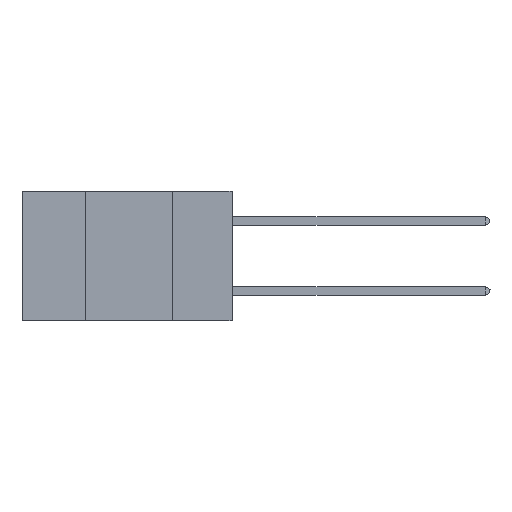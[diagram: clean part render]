
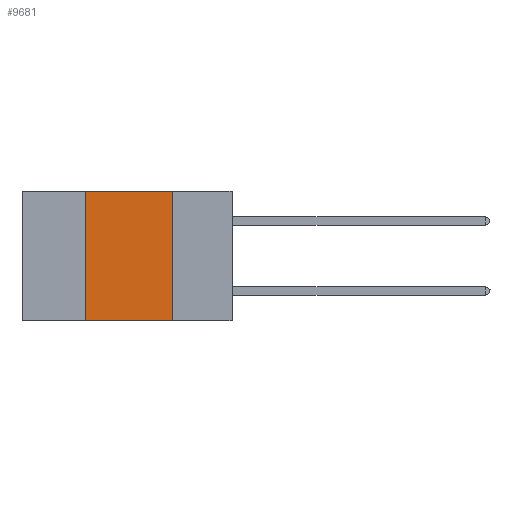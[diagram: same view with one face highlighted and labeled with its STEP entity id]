
A CAD part, left-side view. The second image highlights one B-rep face of the part: STEP entity #9681.
In plain terms, the highlighted planar face has unit normal (-1, 0, 0).
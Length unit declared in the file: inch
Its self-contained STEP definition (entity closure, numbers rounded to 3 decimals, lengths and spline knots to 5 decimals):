
#430 = DIRECTION ( 'NONE',  ( 0., -1., 0. ) ) ;
#831 = VECTOR ( 'NONE', #4051, 39.37008 ) ;
#1868 = DIRECTION ( 'NONE',  ( 0., 0., 1. ) ) ;
#2349 = LINE ( 'NONE', #5764, #831 ) ;
#3089 = PLANE ( 'NONE',  #19612 ) ;
#4051 = DIRECTION ( 'NONE',  ( 0., -1., 0. ) ) ;
#4195 = CARTESIAN_POINT ( 'NONE',  ( 0., 0.6, -0.37 ) ) ;
#4672 = FACE_OUTER_BOUND ( 'NONE', #14719, .T. ) ;
#4840 = VECTOR ( 'NONE', #430, 39.37008 ) ;
#5146 = CARTESIAN_POINT ( 'NONE',  ( 0., 0.42, 0. ) ) ;
#5764 = CARTESIAN_POINT ( 'NONE',  ( 0., 0.6, 0. ) ) ;
#6143 = EDGE_CURVE ( 'NONE', #22141, #7149, #7377, .T. ) ;
#6249 = DIRECTION ( 'NONE',  ( 0., 0., -1. ) ) ;
#7149 = VERTEX_POINT ( 'NONE', #21655 ) ;
#7377 = LINE ( 'NONE', #4195, #4840 ) ;
#7664 = EDGE_CURVE ( 'NONE', #12519, #7149, #16716, .T. ) ;
#8015 = EDGE_CURVE ( 'NONE', #22351, #12519, #2349, .T. ) ;
#8277 = CARTESIAN_POINT ( 'NONE',  ( 0., 0.17, 0. ) ) ;
#9240 = ORIENTED_EDGE ( 'NONE', *, *, #8015, .F. ) ;
#9681 = ADVANCED_FACE ( 'NONE', ( #4672 ), #3089, .F. ) ;
#9963 = VECTOR ( 'NONE', #1868, 39.37008 ) ;
#10814 = ORIENTED_EDGE ( 'NONE', *, *, #6143, .T. ) ;
#11591 = DIRECTION ( 'NONE',  ( 1., 0., 0. ) ) ;
#11694 = ORIENTED_EDGE ( 'NONE', *, *, #7664, .F. ) ;
#12519 = VERTEX_POINT ( 'NONE', #14539 ) ;
#13413 = CARTESIAN_POINT ( 'NONE',  ( 0., 0.6, 0. ) ) ;
#14539 = CARTESIAN_POINT ( 'NONE',  ( 0., 0.17, 0. ) ) ;
#14593 = CARTESIAN_POINT ( 'NONE',  ( 0., 0.42, -0.37 ) ) ;
#14719 = EDGE_LOOP ( 'NONE', ( #11694, #9240, #21155, #10814 ) ) ;
#15070 = VECTOR ( 'NONE', #6249, 39.37008 ) ;
#15138 = DIRECTION ( 'NONE',  ( 0., 0., -1. ) ) ;
#16088 = CARTESIAN_POINT ( 'NONE',  ( 0., 0.42, 0. ) ) ;
#16716 = LINE ( 'NONE', #8277, #15070 ) ;
#17470 = LINE ( 'NONE', #16088, #9963 ) ;
#19612 = AXIS2_PLACEMENT_3D ( 'NONE', #13413, #11591, #15138 ) ;
#21155 = ORIENTED_EDGE ( 'NONE', *, *, #22051, .F. ) ;
#21655 = CARTESIAN_POINT ( 'NONE',  ( 0., 0.17, -0.37 ) ) ;
#22051 = EDGE_CURVE ( 'NONE', #22141, #22351, #17470, .T. ) ;
#22141 = VERTEX_POINT ( 'NONE', #14593 ) ;
#22351 = VERTEX_POINT ( 'NONE', #5146 ) ;
